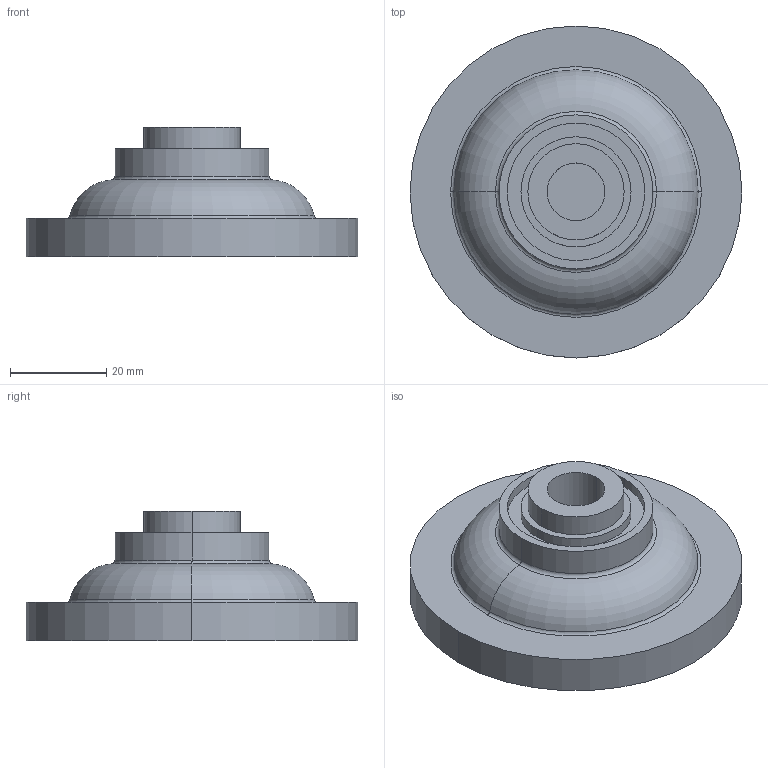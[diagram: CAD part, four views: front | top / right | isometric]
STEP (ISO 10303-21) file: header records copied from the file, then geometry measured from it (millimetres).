
FILE_DESCRIPTION (( 'STEP AP203' ), '1' );
FILE_NAME ('RGV250 piston TZ.STEP', '2019-09-20T12:44:06', ( '' ), ( '' ), 'SwSTEP 2.0', 'SolidWorks 2012', '' );
FILE_SCHEMA (( 'CONFIG_CONTROL_DESIGN' ));
Length unit declared in the file: millimetre
Products named in the file (1): RGV250 piston TZ
Bounding box: 69 x 69 x 27 mm (x, y, z)
Volume: 47085.9 mm3; surface area: 18203.9 mm2
Topology: 2 solids, 2 shells, 51 faces, 100 edges, 62 vertices
Faces by surface type: cylinder 16, torus 14, plane 13, cone 8
Entity records: 1417 total; most frequent: DIRECTION 280, CARTESIAN_POINT 214, ORIENTED_EDGE 200, AXIS2_PLACEMENT_3D 128, EDGE_CURVE 100, CIRCLE 76, VERTEX_POINT 62, EDGE_LOOP 62
